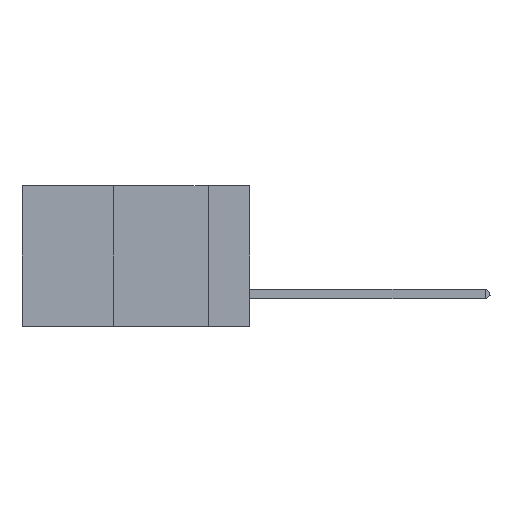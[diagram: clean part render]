
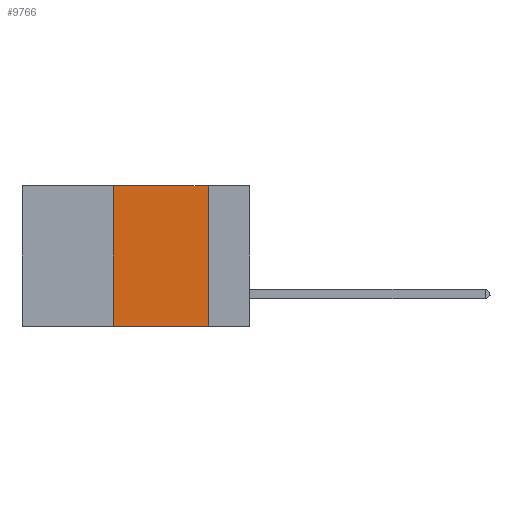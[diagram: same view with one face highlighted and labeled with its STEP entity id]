
A CAD part, left-side view. The second image highlights one B-rep face of the part: STEP entity #9766.
In plain terms, the highlighted planar face has unit normal (-1, 0, 0).
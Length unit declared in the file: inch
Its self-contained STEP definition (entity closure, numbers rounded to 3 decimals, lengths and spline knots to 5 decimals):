
#439 = VECTOR ( 'NONE', #11343, 39.37008 ) ;
#789 = VECTOR ( 'NONE', #5784, 39.37008 ) ;
#958 = CARTESIAN_POINT ( 'NONE',  ( 0., 0.6, -0.37 ) ) ;
#1017 = ORIENTED_EDGE ( 'NONE', *, *, #9038, .T. ) ;
#1176 = CARTESIAN_POINT ( 'NONE',  ( 0., 0.36, 0. ) ) ;
#1333 = VERTEX_POINT ( 'NONE', #9688 ) ;
#1378 = CARTESIAN_POINT ( 'NONE',  ( 0., 0.11, 0. ) ) ;
#1795 = LINE ( 'NONE', #1176, #439 ) ;
#1991 = LINE ( 'NONE', #5678, #3954 ) ;
#2307 = FACE_OUTER_BOUND ( 'NONE', #4364, .T. ) ;
#2329 = EDGE_CURVE ( 'NONE', #9662, #1333, #4104, .T. ) ;
#2633 = ORIENTED_EDGE ( 'NONE', *, *, #10330, .F. ) ;
#3954 = VECTOR ( 'NONE', #6737, 39.37008 ) ;
#4060 = VERTEX_POINT ( 'NONE', #12612 ) ;
#4104 = LINE ( 'NONE', #4980, #789 ) ;
#4214 = ORIENTED_EDGE ( 'NONE', *, *, #2329, .F. ) ;
#4364 = EDGE_LOOP ( 'NONE', ( #4214, #2633, #4664, #1017 ) ) ;
#4664 = ORIENTED_EDGE ( 'NONE', *, *, #11839, .F. ) ;
#4980 = CARTESIAN_POINT ( 'NONE',  ( 0., 0.11, 0. ) ) ;
#5678 = CARTESIAN_POINT ( 'NONE',  ( 0., 0.6, 0. ) ) ;
#5784 = DIRECTION ( 'NONE',  ( 0., 0., -1. ) ) ;
#6737 = DIRECTION ( 'NONE',  ( 0., -1., 0. ) ) ;
#6924 = AXIS2_PLACEMENT_3D ( 'NONE', #8438, #9322, #8398 ) ;
#7128 = CARTESIAN_POINT ( 'NONE',  ( 0., 0.36, -0.37 ) ) ;
#8398 = DIRECTION ( 'NONE',  ( 0., 0., -1. ) ) ;
#8438 = CARTESIAN_POINT ( 'NONE',  ( 0., 0.6, 0. ) ) ;
#8972 = LINE ( 'NONE', #958, #9897 ) ;
#9038 = EDGE_CURVE ( 'NONE', #10008, #1333, #8972, .T. ) ;
#9322 = DIRECTION ( 'NONE',  ( 1., 0., 0. ) ) ;
#9662 = VERTEX_POINT ( 'NONE', #1378 ) ;
#9688 = CARTESIAN_POINT ( 'NONE',  ( 0., 0.11, -0.37 ) ) ;
#9766 = ADVANCED_FACE ( 'NONE', ( #2307 ), #12253, .F. ) ;
#9875 = DIRECTION ( 'NONE',  ( 0., -1., 0. ) ) ;
#9897 = VECTOR ( 'NONE', #9875, 39.37008 ) ;
#10008 = VERTEX_POINT ( 'NONE', #7128 ) ;
#10330 = EDGE_CURVE ( 'NONE', #4060, #9662, #1991, .T. ) ;
#11343 = DIRECTION ( 'NONE',  ( 0., 0., 1. ) ) ;
#11839 = EDGE_CURVE ( 'NONE', #10008, #4060, #1795, .T. ) ;
#12253 = PLANE ( 'NONE',  #6924 ) ;
#12612 = CARTESIAN_POINT ( 'NONE',  ( 0., 0.36, 0. ) ) ;
